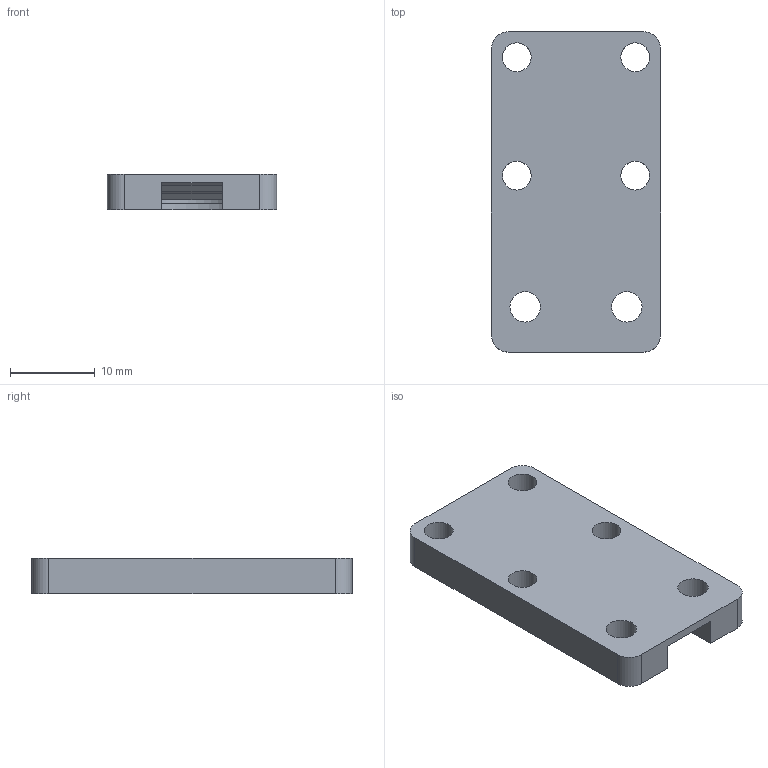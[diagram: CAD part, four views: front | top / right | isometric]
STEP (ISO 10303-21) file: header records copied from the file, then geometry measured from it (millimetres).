
FILE_DESCRIPTION(/* description */ (''),/* implementation_level */ '2;1');
FILE_NAME(/* name */ '42 - Pressure sensor lid.stp',/* time_stamp */ '2023-01-17T10:55:43+01:00',/* author */ ('JN'),/* organization */ (''),/* preprocessor_version */ 'ST-DEVELOPER v18.1',/* originating_system */ 'Autodesk Inventor 2022',/* authorisation */ '');
FILE_SCHEMA (('AUTOMOTIVE_DESIGN { 1 0 10303 214 3 1 1 }'));
Length unit declared in the file: millimetre
Products named in the file (1): unten
Bounding box: 20 x 37.85 x 4.2 mm (x, y, z)
Volume: 2269.5 mm3; surface area: 2295.6 mm2
Topology: 1 solids, 1 shells, 29 faces, 81 edges, 54 vertices
Faces by surface type: plane 15, cylinder 14
Full cylindrical faces by diameter (mm): 3.4 x4, 3.6 x2
Entity records: 1008 total; most frequent: DIRECTION 169, CARTESIAN_POINT 165, ORIENTED_EDGE 162, EDGE_CURVE 81, AXIS2_PLACEMENT_3D 58, VERTEX_POINT 54, LINE 53, VECTOR 53
